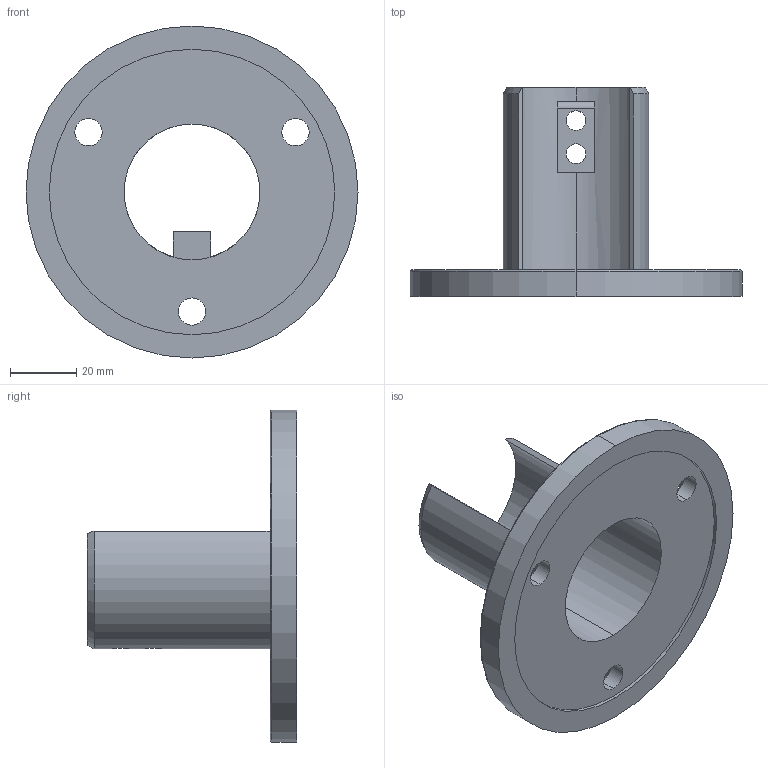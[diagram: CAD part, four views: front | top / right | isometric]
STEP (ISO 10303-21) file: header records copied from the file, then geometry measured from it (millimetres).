
FILE_DESCRIPTION (( 'STEP AP203' ), '1' );
FILE_NAME ('3D_GN6104_42.4_188461440.STEP', '2024-09-25T11:52:11', ( '' ), ( '' ), 'SwSTEP 2.0', 'SolidWorks 2024', '' );
FILE_SCHEMA (( 'CONFIG_CONTROL_DESIGN' ));
Length unit declared in the file: millimetre
Products named in the file (1): 3D_GN6104_42.4_188461440
Bounding box: 100 x 63 x 100 mm (x, y, z)
Volume: 55626.7 mm3; surface area: 28093.8 mm2
Topology: 1 solids, 1 shells, 40 faces, 108 edges, 69 vertices
Faces by surface type: cylinder 19, plane 11, cone 8, torus 2
Entity records: 1493 total; most frequent: CARTESIAN_POINT 354, DIRECTION 234, ORIENTED_EDGE 216, EDGE_CURVE 108, AXIS2_PLACEMENT_3D 93, VERTEX_POINT 69, CIRCLE 52, EDGE_LOOP 51
